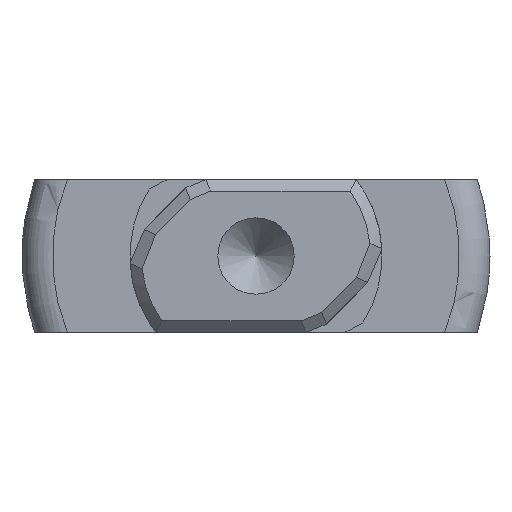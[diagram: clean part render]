
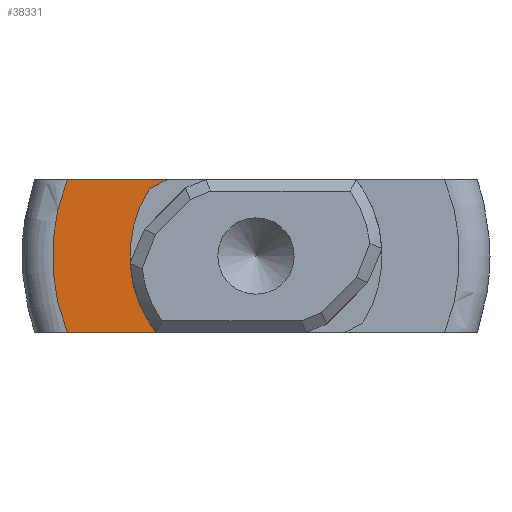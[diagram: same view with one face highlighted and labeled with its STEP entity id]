
A CAD part, left-side view. The second image highlights one B-rep face of the part: STEP entity #38331.
In plain terms, the highlighted planar face has unit normal (-1, 0, 0).
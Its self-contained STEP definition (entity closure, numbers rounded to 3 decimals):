
#722 = PLANE('',#723);
#723 = AXIS2_PLACEMENT_3D('',#724,#725,#726);
#724 = CARTESIAN_POINT('',(-6.25,-6.25,2.));
#725 = DIRECTION('',(0.,0.,1.));
#726 = DIRECTION('',(0.,1.,0.));
#17075 = VERTEX_POINT('',#17076);
#17076 = CARTESIAN_POINT('',(0.,4.94,2.));
#17110 = TOROIDAL_SURFACE('',#17111,5.329,0.8);
#17111 = AXIS2_PLACEMENT_3D('',#17112,#17113,#17114);
#17112 = CARTESIAN_POINT('',(0.8,0.,0.));
#17113 = DIRECTION('',(1.,0.,0.));
#17114 = DIRECTION('',(0.,0.,-1.));
#17144 = EDGE_CURVE('',#17075,#17145,#17147,.T.);
#17145 = VERTEX_POINT('',#17146);
#17146 = CARTESIAN_POINT('',(0.,2.327,2.));
#17147 = SURFACE_CURVE('',#17148,(#17152,#17159),.PCURVE_S1.);
#17148 = LINE('',#17149,#17150);
#17149 = CARTESIAN_POINT('',(0.,5.79,2.));
#17150 = VECTOR('',#17151,1.);
#17151 = DIRECTION('',(0.,-1.,0.));
#17152 = PCURVE('',#722,#17153);
#17153 = DEFINITIONAL_REPRESENTATION('',(#17154),#17158);
#17154 = LINE('',#17155,#17156);
#17155 = CARTESIAN_POINT('',(12.04,-6.25));
#17156 = VECTOR('',#17157,1.);
#17157 = DIRECTION('',(-1.,-0.));
#17158 = ( GEOMETRIC_REPRESENTATION_CONTEXT(2) 
PARAMETRIC_REPRESENTATION_CONTEXT() REPRESENTATION_CONTEXT('2D SPACE',''
  ) );
#17159 = PCURVE('',#17160,#17165);
#17160 = PLANE('',#17161);
#17161 = AXIS2_PLACEMENT_3D('',#17162,#17163,#17164);
#17162 = CARTESIAN_POINT('',(0.,5.329,
    0.));
#17163 = DIRECTION('',(-1.,0.,0.));
#17164 = DIRECTION('',(0.,0.,1.));
#17165 = DEFINITIONAL_REPRESENTATION('',(#17166),#17170);
#17166 = LINE('',#17167,#17168);
#17167 = CARTESIAN_POINT('',(2.,0.46));
#17168 = VECTOR('',#17169,1.);
#17169 = DIRECTION('',(0.,-1.));
#17170 = ( GEOMETRIC_REPRESENTATION_CONTEXT(2) 
PARAMETRIC_REPRESENTATION_CONTEXT() REPRESENTATION_CONTEXT('2D SPACE',''
  ) );
#17188 = PLANE('',#17189);
#17189 = AXIS2_PLACEMENT_3D('',#17190,#17191,#17192);
#17190 = CARTESIAN_POINT('',(-19.563,2.561,1.878));
#17191 = DIRECTION('',(0.,0.464,0.886
    ));
#17192 = DIRECTION('',(1.,0.,0.));
#34537 = PLANE('',#34538);
#34538 = AXIS2_PLACEMENT_3D('',#34539,#34540,#34541);
#34539 = CARTESIAN_POINT('',(-6.25,6.25,-2.));
#34540 = DIRECTION('',(0.,0.,-1.));
#34541 = DIRECTION('',(0.,-1.,0.));
#36618 = PLANE('',#36619);
#36619 = AXIS2_PLACEMENT_3D('',#36620,#36621,#36622);
#36620 = CARTESIAN_POINT('',(-19.563,2.561,-1.878));
#36621 = DIRECTION('',(0.,0.464,
    -0.886));
#36622 = DIRECTION('',(-1.,0.,0.));
#36638 = VERTEX_POINT('',#36639);
#36639 = CARTESIAN_POINT('',(0.,2.795,
    -1.755));
#36653 = CYLINDRICAL_SURFACE('',#36654,3.3);
#36654 = AXIS2_PLACEMENT_3D('',#36655,#36656,#36657);
#36655 = CARTESIAN_POINT('',(-19.563,0.,
    0.));
#36656 = DIRECTION('',(1.,0.,0.));
#36657 = DIRECTION('',(0.,1.,0.));
#36665 = EDGE_CURVE('',#36666,#36638,#36668,.T.);
#36666 = VERTEX_POINT('',#36667);
#36667 = CARTESIAN_POINT('',(0.,2.327,-2.));
#36668 = SURFACE_CURVE('',#36669,(#36673,#36680),.PCURVE_S1.);
#36669 = LINE('',#36670,#36671);
#36670 = CARTESIAN_POINT('',(0.,4.033,-1.107));
#36671 = VECTOR('',#36672,1.);
#36672 = DIRECTION('',(0.,0.886,0.464
    ));
#36673 = PCURVE('',#36618,#36674);
#36674 = DEFINITIONAL_REPRESENTATION('',(#36675),#36679);
#36675 = LINE('',#36676,#36677);
#36676 = CARTESIAN_POINT('',(-19.563,1.662));
#36677 = VECTOR('',#36678,1.);
#36678 = DIRECTION('',(0.,1.));
#36679 = ( GEOMETRIC_REPRESENTATION_CONTEXT(2) 
PARAMETRIC_REPRESENTATION_CONTEXT() REPRESENTATION_CONTEXT('2D SPACE',''
  ) );
#36680 = PCURVE('',#17160,#36681);
#36681 = DEFINITIONAL_REPRESENTATION('',(#36682),#36686);
#36682 = LINE('',#36683,#36684);
#36683 = CARTESIAN_POINT('',(-1.107,-1.296));
#36684 = VECTOR('',#36685,1.);
#36685 = DIRECTION('',(0.464,0.886));
#36686 = ( GEOMETRIC_REPRESENTATION_CONTEXT(2) 
PARAMETRIC_REPRESENTATION_CONTEXT() REPRESENTATION_CONTEXT('2D SPACE',''
  ) );
#37174 = EDGE_CURVE('',#36666,#37175,#37177,.T.);
#37175 = VERTEX_POINT('',#37176);
#37176 = CARTESIAN_POINT('',(0.,4.94,-2.));
#37177 = SURFACE_CURVE('',#37178,(#37182,#37189),.PCURVE_S1.);
#37178 = LINE('',#37179,#37180);
#37179 = CARTESIAN_POINT('',(0.,-0.46,-2.));
#37180 = VECTOR('',#37181,1.);
#37181 = DIRECTION('',(0.,1.,0.));
#37182 = PCURVE('',#34537,#37183);
#37183 = DEFINITIONAL_REPRESENTATION('',(#37184),#37188);
#37184 = LINE('',#37185,#37186);
#37185 = CARTESIAN_POINT('',(6.71,-6.25));
#37186 = VECTOR('',#37187,1.);
#37187 = DIRECTION('',(-1.,-0.));
#37188 = ( GEOMETRIC_REPRESENTATION_CONTEXT(2) 
PARAMETRIC_REPRESENTATION_CONTEXT() REPRESENTATION_CONTEXT('2D SPACE',''
  ) );
#37189 = PCURVE('',#17160,#37190);
#37190 = DEFINITIONAL_REPRESENTATION('',(#37191),#37195);
#37191 = LINE('',#37192,#37193);
#37192 = CARTESIAN_POINT('',(-2.,-5.79));
#37193 = VECTOR('',#37194,1.);
#37194 = DIRECTION('',(0.,1.));
#37195 = ( GEOMETRIC_REPRESENTATION_CONTEXT(2) 
PARAMETRIC_REPRESENTATION_CONTEXT() REPRESENTATION_CONTEXT('2D SPACE',''
  ) );
#37818 = EDGE_CURVE('',#37819,#17145,#37821,.T.);
#37819 = VERTEX_POINT('',#37820);
#37820 = CARTESIAN_POINT('',(0.,2.795,
    1.755));
#37821 = SURFACE_CURVE('',#37822,(#37826,#37833),.PCURVE_S1.);
#37822 = LINE('',#37823,#37824);
#37823 = CARTESIAN_POINT('',(0.,4.033,1.107));
#37824 = VECTOR('',#37825,1.);
#37825 = DIRECTION('',(0.,-0.886,
    0.464));
#37826 = PCURVE('',#17188,#37827);
#37827 = DEFINITIONAL_REPRESENTATION('',(#37828),#37832);
#37828 = LINE('',#37829,#37830);
#37829 = CARTESIAN_POINT('',(19.563,1.662));
#37830 = VECTOR('',#37831,1.);
#37831 = DIRECTION('',(0.,-1.));
#37832 = ( GEOMETRIC_REPRESENTATION_CONTEXT(2) 
PARAMETRIC_REPRESENTATION_CONTEXT() REPRESENTATION_CONTEXT('2D SPACE',''
  ) );
#37833 = PCURVE('',#17160,#37834);
#37834 = DEFINITIONAL_REPRESENTATION('',(#37835),#37839);
#37835 = LINE('',#37836,#37837);
#37836 = CARTESIAN_POINT('',(1.107,-1.296));
#37837 = VECTOR('',#37838,1.);
#37838 = DIRECTION('',(0.464,-0.886));
#37839 = ( GEOMETRIC_REPRESENTATION_CONTEXT(2) 
PARAMETRIC_REPRESENTATION_CONTEXT() REPRESENTATION_CONTEXT('2D SPACE',''
  ) );
#37868 = EDGE_CURVE('',#36638,#37819,#37869,.T.);
#37869 = SURFACE_CURVE('',#37870,(#37875,#37882),.PCURVE_S1.);
#37870 = CIRCLE('',#37871,3.3);
#37871 = AXIS2_PLACEMENT_3D('',#37872,#37873,#37874);
#37872 = CARTESIAN_POINT('',(0.,0.,
    0.));
#37873 = DIRECTION('',(1.,0.,0.));
#37874 = DIRECTION('',(0.,0.,1.));
#37875 = PCURVE('',#36653,#37876);
#37876 = DEFINITIONAL_REPRESENTATION('',(#37877),#37881);
#37877 = LINE('',#37878,#37879);
#37878 = CARTESIAN_POINT('',(1.571,19.563));
#37879 = VECTOR('',#37880,1.);
#37880 = DIRECTION('',(1.,0.));
#37881 = ( GEOMETRIC_REPRESENTATION_CONTEXT(2) 
PARAMETRIC_REPRESENTATION_CONTEXT() REPRESENTATION_CONTEXT('2D SPACE',''
  ) );
#37882 = PCURVE('',#17160,#37883);
#37883 = DEFINITIONAL_REPRESENTATION('',(#37884),#37892);
#37884 = ( BOUNDED_CURVE() B_SPLINE_CURVE(2,(#37885,#37886,#37887,#37888
    ,#37889,#37890,#37891),.UNSPECIFIED.,.T.,.F.) 
B_SPLINE_CURVE_WITH_KNOTS((1,2,2,2,2,1),(-2.094,0.,
    2.094,4.189,6.283,8.378),
.UNSPECIFIED.) CURVE() GEOMETRIC_REPRESENTATION_ITEM() 
RATIONAL_B_SPLINE_CURVE((1.,0.5,1.,0.5,1.,0.5,1.)) REPRESENTATION_ITEM(
  '') );
#37885 = CARTESIAN_POINT('',(3.3,-5.329));
#37886 = CARTESIAN_POINT('',(3.3,-11.045));
#37887 = CARTESIAN_POINT('',(-1.65,-8.187));
#37888 = CARTESIAN_POINT('',(-6.6,-5.329));
#37889 = CARTESIAN_POINT('',(-1.65,-2.471));
#37890 = CARTESIAN_POINT('',(3.3,0.387));
#37891 = CARTESIAN_POINT('',(3.3,-5.329));
#37892 = ( GEOMETRIC_REPRESENTATION_CONTEXT(2) 
PARAMETRIC_REPRESENTATION_CONTEXT() REPRESENTATION_CONTEXT('2D SPACE',''
  ) );
#38331 = ADVANCED_FACE('',(#38332),#17160,.T.);
#38332 = FACE_BOUND('',#38333,.T.);
#38333 = EDGE_LOOP('',(#38334,#38335,#38336,#38337,#38363,#38364));
#38334 = ORIENTED_EDGE('',*,*,#37868,.T.);
#38335 = ORIENTED_EDGE('',*,*,#37818,.T.);
#38336 = ORIENTED_EDGE('',*,*,#17144,.F.);
#38337 = ORIENTED_EDGE('',*,*,#38338,.F.);
#38338 = EDGE_CURVE('',#37175,#17075,#38339,.T.);
#38339 = SURFACE_CURVE('',#38340,(#38345,#38356),.PCURVE_S1.);
#38340 = CIRCLE('',#38341,5.329);
#38341 = AXIS2_PLACEMENT_3D('',#38342,#38343,#38344);
#38342 = CARTESIAN_POINT('',(0.,0.,0.)
  );
#38343 = DIRECTION('',(1.,0.,0.));
#38344 = DIRECTION('',(0.,0.,1.));
#38345 = PCURVE('',#17160,#38346);
#38346 = DEFINITIONAL_REPRESENTATION('',(#38347),#38355);
#38347 = ( BOUNDED_CURVE() B_SPLINE_CURVE(2,(#38348,#38349,#38350,#38351
    ,#38352,#38353,#38354),.UNSPECIFIED.,.T.,.F.) 
B_SPLINE_CURVE_WITH_KNOTS((1,2,2,2,2,1),(-2.094,0.,
    2.094,4.189,6.283,8.378),
.UNSPECIFIED.) CURVE() GEOMETRIC_REPRESENTATION_ITEM() 
RATIONAL_B_SPLINE_CURVE((1.,0.5,1.,0.5,1.,0.5,1.)) REPRESENTATION_ITEM(
  '') );
#38348 = CARTESIAN_POINT('',(5.329,-5.329));
#38349 = CARTESIAN_POINT('',(5.329,-14.56));
#38350 = CARTESIAN_POINT('',(-2.665,-9.945));
#38351 = CARTESIAN_POINT('',(-10.659,-5.329));
#38352 = CARTESIAN_POINT('',(-2.665,-0.714));
#38353 = CARTESIAN_POINT('',(5.329,3.901));
#38354 = CARTESIAN_POINT('',(5.329,-5.329));
#38355 = ( GEOMETRIC_REPRESENTATION_CONTEXT(2) 
PARAMETRIC_REPRESENTATION_CONTEXT() REPRESENTATION_CONTEXT('2D SPACE',''
  ) );
#38356 = PCURVE('',#17110,#38357);
#38357 = DEFINITIONAL_REPRESENTATION('',(#38358),#38362);
#38358 = LINE('',#38359,#38360);
#38359 = CARTESIAN_POINT('',(-3.142,4.712));
#38360 = VECTOR('',#38361,1.);
#38361 = DIRECTION('',(1.,0.));
#38362 = ( GEOMETRIC_REPRESENTATION_CONTEXT(2) 
PARAMETRIC_REPRESENTATION_CONTEXT() REPRESENTATION_CONTEXT('2D SPACE',''
  ) );
#38363 = ORIENTED_EDGE('',*,*,#37174,.F.);
#38364 = ORIENTED_EDGE('',*,*,#36665,.T.);
